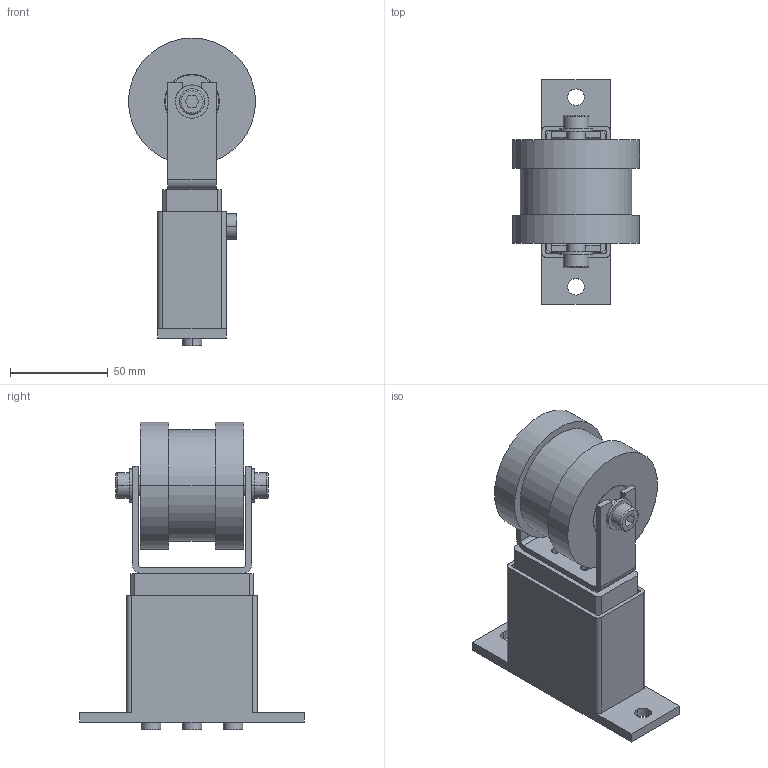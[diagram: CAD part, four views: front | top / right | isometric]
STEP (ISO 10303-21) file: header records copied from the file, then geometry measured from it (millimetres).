
FILE_DESCRIPTION(('STEP AP214'),'1');
FILE_NAME('cctmp_D513C9BC-BE79-4DBA-A1D2-B5FE6088C2A6_2023_7_12_11_42_15_693..stp','2023-07-12T09:42:15',('Murtfeldt Kunststoffe GmbH & Co.KG'),('CADClick - www.CADClick.com'),'Spatial InterOp 3D',' ','unknown authorization');
FILE_SCHEMA(('AUTOMOTIVE_DESIGN'));
Length unit declared in the file: millimetre
Products named in the file (1): 1
Bounding box: 65 x 115 x 157.5 mm (x, y, z)
Volume: 311684.8 mm3; surface area: 86410 mm2
Topology: 8 solids, 14 shells, 227 faces, 518 edges, 328 vertices
Faces by surface type: plane 115, cylinder 80, torus 24, cone 8
Entity records: 8322 total; most frequent: DIRECTION 1198, CARTESIAN_POINT 1077, ORIENTED_EDGE 1028, EDGE_CURVE 514, AXIS2_PLACEMENT_3D 449, VERTEX_POINT 328, LINE 300, VECTOR 300
